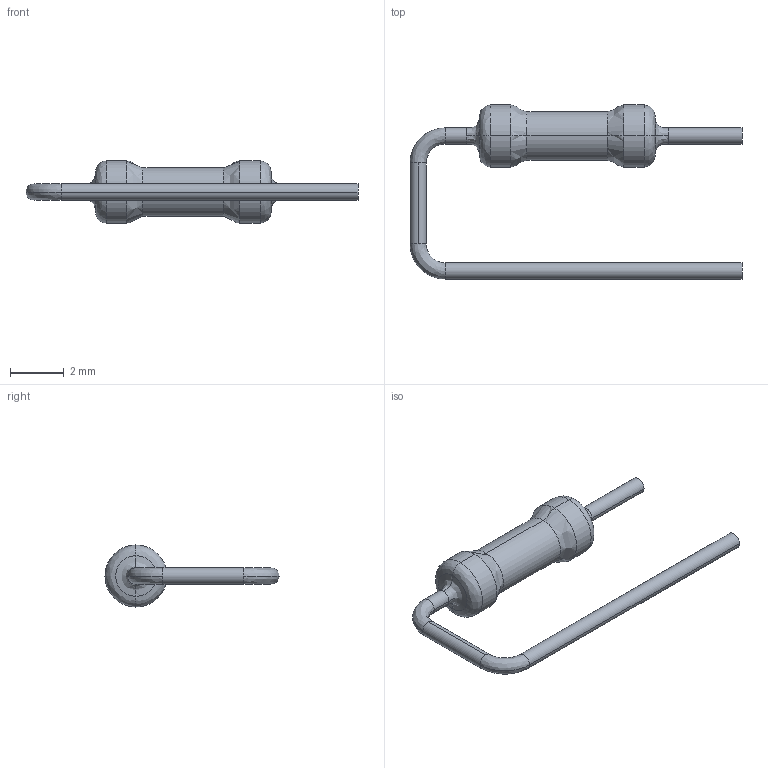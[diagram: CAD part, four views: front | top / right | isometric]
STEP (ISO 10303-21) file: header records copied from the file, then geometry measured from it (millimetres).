
FILE_DESCRIPTION (( 'STEP AP214' ), '1' );
FILE_NAME ('User Library-RESAD500W60L650D230_0.25W.STEP', '2017-01-30T17:33:08', ( 'Windows User' ), ( '' ), 'SwSTEP 2.0', 'SolidWorks 2017', '' );
FILE_SCHEMA (( 'AUTOMOTIVE_DESIGN' ));
Length unit declared in the file: millimetre
Products named in the file (3): User Library-RESAD500W60L650D230_0.25W_Lead; User Library-RESAD500W60L650D230_0.25W_Body; User Library-RESAD500W60L650D230_0.25W
Assembly tree (2 placements, depth 2):
  User Library-RESAD500W60L650D230_0.25W
    User Library-RESAD500W60L650D230_0.25W_Body
    User Library-RESAD500W60L650D230_0.25W_Lead
Bounding box: 12.3 x 6.45 x 2.3 mm (x, y, z)
Volume: 29.1 mm3; surface area: 102.9 mm2
Topology: 2 solids, 2 shells, 32 faces, 64 edges, 36 vertices
Faces by surface type: bspline 16, cylinder 12, plane 4
Entity records: 1454 total; most frequent: CARTESIAN_POINT 393, DIRECTION 134, ORIENTED_EDGE 128, EDGE_CURVE 64, AXIS2_PLACEMENT_3D 61, CIRCLE 40, UNCERTAINTY_MEASURE_WITH_UNIT 39, SURFACE_STYLE_USAGE 36
